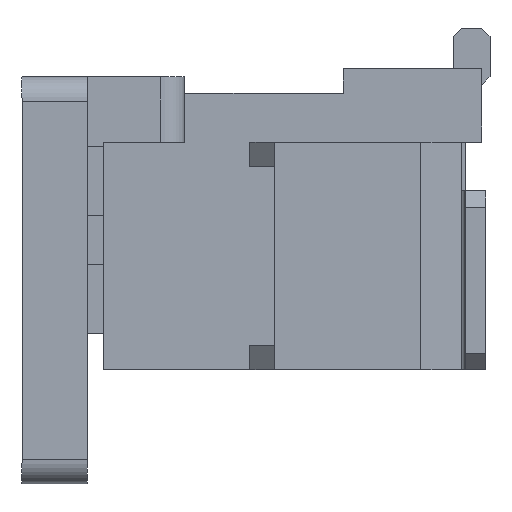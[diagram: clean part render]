
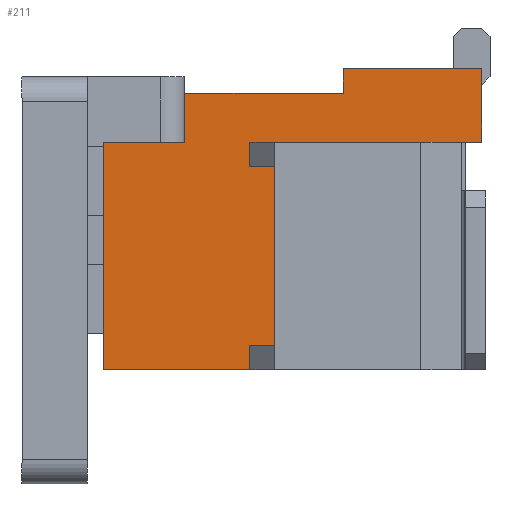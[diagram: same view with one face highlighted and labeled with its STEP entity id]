
A CAD part, left-side view. The second image highlights one B-rep face of the part: STEP entity #211.
In plain terms, the highlighted planar face has unit normal (-1, 0, 0).
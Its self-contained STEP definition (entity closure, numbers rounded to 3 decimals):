
#211=ADVANCED_FACE('',(#744),#745,.T.);
#744=FACE_OUTER_BOUND('',#1524,.T.);
#745=PLANE('',#1525);
#1524=EDGE_LOOP('',(#3399,#3400,#3401,#3402,#3403,#3404,#3405,#3406,#3407,#3408,#3409,#3410,#3411,#3412,#3413));
#1525=AXIS2_PLACEMENT_3D('',#3414,#3415,#3416);
#3399=ORIENTED_EDGE('',*,*,#5999,.F.);
#3400=ORIENTED_EDGE('',*,*,#6000,.F.);
#3401=ORIENTED_EDGE('',*,*,#6001,.T.);
#3402=ORIENTED_EDGE('',*,*,#5344,.T.);
#3403=ORIENTED_EDGE('',*,*,#6002,.F.);
#3404=ORIENTED_EDGE('',*,*,#5853,.F.);
#3405=ORIENTED_EDGE('',*,*,#5393,.T.);
#3406=ORIENTED_EDGE('',*,*,#5422,.T.);
#3407=ORIENTED_EDGE('',*,*,#6003,.F.);
#3408=ORIENTED_EDGE('',*,*,#6004,.T.);
#3409=ORIENTED_EDGE('',*,*,#5505,.T.);
#3410=ORIENTED_EDGE('',*,*,#6005,.T.);
#3411=ORIENTED_EDGE('',*,*,#5889,.F.);
#3412=ORIENTED_EDGE('',*,*,#5681,.F.);
#3413=ORIENTED_EDGE('',*,*,#6006,.F.);
#3414=CARTESIAN_POINT('',(-4.625,-3.675,-1.6));
#3415=DIRECTION('',(-1.0,0.0,0.0));
#3416=DIRECTION('',(0.0,0.0,1.0));
#5344=EDGE_CURVE('',#6715,#6713,#6716,.T.);
#5393=EDGE_CURVE('',#6810,#6808,#6811,.T.);
#5422=EDGE_CURVE('',#6808,#6865,#6867,.T.);
#5505=EDGE_CURVE('',#7023,#7021,#7024,.T.);
#5681=EDGE_CURVE('',#7336,#7338,#7339,.T.);
#5853=EDGE_CURVE('',#6810,#7644,#7645,.T.);
#5889=EDGE_CURVE('',#7338,#7708,#7709,.T.);
#5999=EDGE_CURVE('',#7887,#7888,#7889,.T.);
#6000=EDGE_CURVE('',#7890,#7887,#7891,.T.);
#6001=EDGE_CURVE('',#7890,#6715,#7892,.T.);
#6002=EDGE_CURVE('',#7644,#6713,#7893,.T.);
#6003=EDGE_CURVE('',#7894,#6865,#7895,.T.);
#6004=EDGE_CURVE('',#7894,#7023,#7896,.T.);
#6005=EDGE_CURVE('',#7021,#7708,#7897,.T.);
#6006=EDGE_CURVE('',#7888,#7336,#7898,.T.);
#6713=VERTEX_POINT('',#8601);
#6715=VERTEX_POINT('',#8604);
#6716=LINE('',#8605,#8606);
#6808=VERTEX_POINT('',#8743);
#6810=VERTEX_POINT('',#8746);
#6811=LINE('',#8747,#8748);
#6865=VERTEX_POINT('',#8827);
#6867=LINE('',#8830,#8831);
#7021=VERTEX_POINT('',#9067);
#7023=VERTEX_POINT('',#9070);
#7024=LINE('',#9071,#9072);
#7336=VERTEX_POINT('',#9548);
#7338=VERTEX_POINT('',#9551);
#7339=LINE('',#9552,#9553);
#7644=VERTEX_POINT('',#10041);
#7645=LINE('',#10042,#10043);
#7708=VERTEX_POINT('',#10139);
#7709=LINE('',#10140,#10141);
#7887=VERTEX_POINT('',#10428);
#7888=VERTEX_POINT('',#10429);
#7889=LINE('',#10430,#10431);
#7890=VERTEX_POINT('',#10432);
#7891=LINE('',#10433,#10434);
#7892=LINE('',#10435,#10436);
#7893=LINE('',#10437,#10438);
#7894=VERTEX_POINT('',#10439);
#7895=LINE('',#10440,#10441);
#7896=LINE('',#10442,#10443);
#7897=LINE('',#10444,#10445);
#7898=LINE('',#10446,#10447);
#8601=CARTESIAN_POINT('',(-4.625,-1.575,-1.3));
#8604=CARTESIAN_POINT('',(-4.625,-0.825,-1.3));
#8605=CARTESIAN_POINT('',(-4.625,-0.825,-1.3));
#8606=VECTOR('',#11395,1000.0);
#8743=CARTESIAN_POINT('',(-4.625,-0.825,1.2));
#8746=CARTESIAN_POINT('',(-4.625,-0.825,0.9));
#8747=CARTESIAN_POINT('',(-4.625,-0.825,0.9));
#8748=VECTOR('',#11448,1000.0);
#8827=CARTESIAN_POINT('',(-4.625,-3.425,1.2));
#8830=CARTESIAN_POINT('',(-4.625,-0.825,1.2));
#8831=VECTOR('',#11481,1000.0);
#9067=CARTESIAN_POINT('',(-4.625,-1.975,2.1));
#9070=CARTESIAN_POINT('',(-4.625,-3.675,2.1));
#9071=CARTESIAN_POINT('',(-4.625,-3.675,2.1));
#9072=VECTOR('',#11566,1000.0);
#9548=CARTESIAN_POINT('',(-4.625,-0.025,1.2));
#9551=CARTESIAN_POINT('',(-4.625,-0.025,1.8));
#9552=CARTESIAN_POINT('',(-4.625,-0.025,1.2));
#9553=VECTOR('',#11762,1000.0);
#10041=CARTESIAN_POINT('',(-4.625,-1.575,0.9));
#10042=CARTESIAN_POINT('',(-4.625,-0.825,0.9));
#10043=VECTOR('',#11937,1000.0);
#10139=CARTESIAN_POINT('',(-4.625,-1.975,1.8));
#10140=CARTESIAN_POINT('',(-4.625,-0.025,1.8));
#10141=VECTOR('',#11977,1000.0);
#10428=CARTESIAN_POINT('',(-4.625,0.975,-1.6));
#10429=CARTESIAN_POINT('',(-4.625,0.975,1.2));
#10430=CARTESIAN_POINT('',(-4.625,0.975,-1.6));
#10431=VECTOR('',#12087,1000.0);
#10432=CARTESIAN_POINT('',(-4.625,-0.825,-1.6));
#10433=CARTESIAN_POINT('',(-4.625,-0.825,-1.6));
#10434=VECTOR('',#12088,1000.0);
#10435=CARTESIAN_POINT('',(-4.625,-0.825,-1.6));
#10436=VECTOR('',#12089,1000.0);
#10437=CARTESIAN_POINT('',(-4.625,-1.575,0.9));
#10438=VECTOR('',#12090,1000.0);
#10439=CARTESIAN_POINT('',(-4.625,-3.675,1.2));
#10440=CARTESIAN_POINT('',(-4.625,-3.675,1.2));
#10441=VECTOR('',#12091,1000.0);
#10442=CARTESIAN_POINT('',(-4.625,-3.675,1.2));
#10443=VECTOR('',#12092,1000.0);
#10444=CARTESIAN_POINT('',(-4.625,-1.975,2.1));
#10445=VECTOR('',#12093,1000.0);
#10446=CARTESIAN_POINT('',(-4.625,0.975,1.2));
#10447=VECTOR('',#12094,1000.0);
#11395=DIRECTION('',(0.0,-1.0,0.0));
#11448=DIRECTION('',(0.0,0.0,1.0));
#11481=DIRECTION('',(0.0,-1.0,0.0));
#11566=DIRECTION('',(0.0,1.0,0.0));
#11762=DIRECTION('',(0.0,0.0,1.0));
#11937=DIRECTION('',(0.0,-1.0,0.0));
#11977=DIRECTION('',(0.0,-1.0,0.0));
#12087=DIRECTION('',(0.0,0.0,1.0));
#12088=DIRECTION('',(0.0,1.0,0.0));
#12089=DIRECTION('',(0.0,0.0,1.0));
#12090=DIRECTION('',(0.0,0.0,-1.0));
#12091=DIRECTION('',(0.0,1.0,0.0));
#12092=DIRECTION('',(0.0,0.0,1.0));
#12093=DIRECTION('',(0.0,0.0,-1.0));
#12094=DIRECTION('',(0.0,-1.0,0.0));
